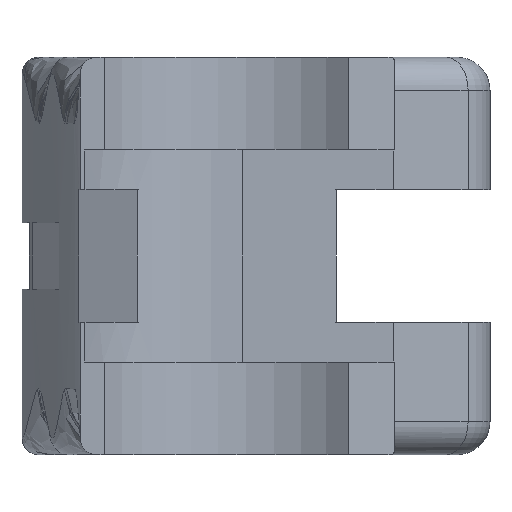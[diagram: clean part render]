
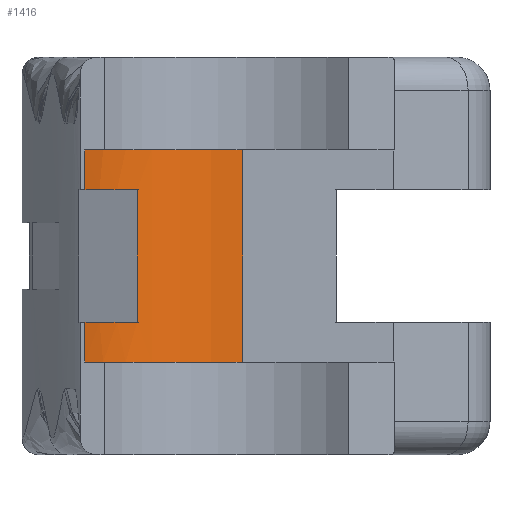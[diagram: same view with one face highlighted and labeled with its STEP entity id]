
A CAD part, left-side view. The second image highlights one B-rep face of the part: STEP entity #1416.
In plain terms, the highlighted cylindrical face has radius 5.5 mm (diameter 11 mm), a partial arc.
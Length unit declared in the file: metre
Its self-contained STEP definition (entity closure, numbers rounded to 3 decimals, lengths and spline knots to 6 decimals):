
#48=CIRCLE('',#1509,0.0055);
#53=CIRCLE('',#1524,0.0055);
#54=CIRCLE('',#1525,0.0055);
#55=CIRCLE('',#1526,0.0055);
#136=CYLINDRICAL_SURFACE('',#1523,0.0055);
#314=ORIENTED_EDGE('',*,*,#665,.T.);
#315=ORIENTED_EDGE('',*,*,#701,.T.);
#316=ORIENTED_EDGE('',*,*,#707,.F.);
#317=ORIENTED_EDGE('',*,*,#705,.T.);
#318=ORIENTED_EDGE('',*,*,#708,.T.);
#319=ORIENTED_EDGE('',*,*,#709,.F.);
#320=ORIENTED_EDGE('',*,*,#710,.F.);
#321=ORIENTED_EDGE('',*,*,#692,.F.);
#665=EDGE_CURVE('',#871,#870,#48,.T.);
#692=EDGE_CURVE('',#871,#892,#1010,.T.);
#701=EDGE_CURVE('',#870,#895,#1017,.F.);
#705=EDGE_CURVE('',#899,#898,#1021,.T.);
#707=EDGE_CURVE('',#899,#895,#53,.T.);
#708=EDGE_CURVE('',#898,#900,#54,.T.);
#709=EDGE_CURVE('',#901,#900,#1023,.F.);
#710=EDGE_CURVE('',#892,#901,#55,.T.);
#870=VERTEX_POINT('',#2478);
#871=VERTEX_POINT('',#2480);
#892=VERTEX_POINT('',#2533);
#895=VERTEX_POINT('',#2553);
#898=VERTEX_POINT('',#2561);
#899=VERTEX_POINT('',#2563);
#900=VERTEX_POINT('',#2568);
#901=VERTEX_POINT('',#2570);
#1010=LINE('',#2532,#1128);
#1017=LINE('',#2554,#1135);
#1021=LINE('',#2562,#1139);
#1023=LINE('',#2569,#1141);
#1128=VECTOR('',#1741,1.);
#1135=VECTOR('',#1754,1.);
#1139=VECTOR('',#1760,1.);
#1141=VECTOR('',#1768,1.);
#1207=EDGE_LOOP('',(#314,#315,#316,#317,#318,#319,#320,#321));
#1297=FACE_BOUND('',#1207,.T.);
#1416=ADVANCED_FACE('',(#1297),#136,.F.);
#1509=AXIS2_PLACEMENT_3D('',#2479,#1699,#1700);
#1523=AXIS2_PLACEMENT_3D('',#2565,#1762,#1763);
#1524=AXIS2_PLACEMENT_3D('',#2566,#1764,#1765);
#1525=AXIS2_PLACEMENT_3D('',#2567,#1766,#1767);
#1526=AXIS2_PLACEMENT_3D('',#2571,#1769,#1770);
#1699=DIRECTION('',(0.,0.,1.));
#1700=DIRECTION('',(1.,0.,0.));
#1741=DIRECTION('',(0.,0.,1.));
#1754=DIRECTION('',(0.,0.,1.));
#1760=DIRECTION('',(0.,0.,1.));
#1762=DIRECTION('',(0.,0.,1.));
#1763=DIRECTION('',(1.,0.,0.));
#1764=DIRECTION('',(0.,0.,1.));
#1765=DIRECTION('',(1.,0.,0.));
#1766=DIRECTION('',(0.,0.,1.));
#1767=DIRECTION('',(1.,0.,0.));
#1768=DIRECTION('',(0.,0.,-1.));
#1769=DIRECTION('',(0.,0.,1.));
#1770=DIRECTION('',(1.,0.,0.));
#2478=CARTESIAN_POINT('',(-0.01225,0.004763,0.004));
#2479=CARTESIAN_POINT('',(-0.015,0.,0.004));
#2480=CARTESIAN_POINT('',(-0.010519,0.003189,0.004));
#2532=CARTESIAN_POINT('',(-0.010519,0.003189,0.0028));
#2533=CARTESIAN_POINT('',(-0.010519,0.003189,0.008));
#2553=CARTESIAN_POINT('',(-0.01225,0.004763,0.0028));
#2554=CARTESIAN_POINT('',(-0.01225,0.004763,0.0028));
#2561=CARTESIAN_POINT('',(-0.0095,0.,0.0092));
#2562=CARTESIAN_POINT('',(-0.0095,0.,0.0028));
#2563=CARTESIAN_POINT('',(-0.0095,0.,0.0028));
#2565=CARTESIAN_POINT('',(-0.015,0.,0.0028));
#2566=CARTESIAN_POINT('',(-0.015,0.,0.0028));
#2567=CARTESIAN_POINT('',(-0.015,0.,0.0092));
#2568=CARTESIAN_POINT('',(-0.01225,0.004763,0.0092));
#2569=CARTESIAN_POINT('',(-0.01225,0.004763,0.0092));
#2570=CARTESIAN_POINT('',(-0.01225,0.004763,0.008));
#2571=CARTESIAN_POINT('',(-0.015,0.,0.008));
